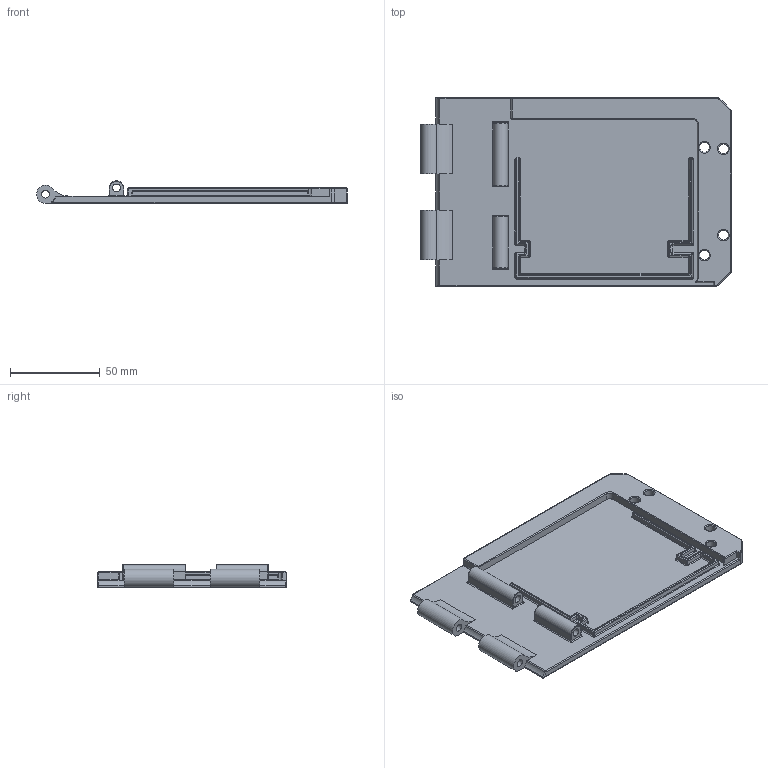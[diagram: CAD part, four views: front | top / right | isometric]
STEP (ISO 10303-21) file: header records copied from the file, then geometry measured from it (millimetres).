
FILE_DESCRIPTION(/* description */ ('STEP AP242','CAx-IF Rec.Pracs.---Representation and Presentation of Product Manufacturing Information (PMI)---4.0---2014-10-13','CAx-IF Rec.Pracs.---3D Tessellated Geometry---0.4---2014-09-14','2;1'),/* implementation_level */ '2;1');
FILE_NAME(/* name */ 'ASM, MAIN, JETSON TRAVEL CASE - BASE, JETSON ENCLOSURE',/* time_stamp */ '2025-01-13T23:02:00Z',/* author */ (''),/* organization */ (''),/* preprocessor_version */ 'ST-DEVELOPER v20',/* originating_system */ 'ONSHAPE BY PTC INC, 1.192',/* authorisation */ ' ');
FILE_SCHEMA (('AP242_MANAGED_MODEL_BASED_3D_ENGINEERING_MIM_LF { 1 0 10303 442 1 1 4 }'));
Length unit declared in the file: metre
Products named in the file (1): BASE, JETSON ENCLOSURE
Bounding box: 172.98 x 105 x 12.5 mm (x, y, z)
Volume: 90382.5 mm3; surface area: 43949.5 mm2
Topology: 1 solids, 1 shells, 273 faces, 643 edges, 346 vertices
Faces by surface type: cylinder 114, torus 56, plane 50, cone 24, bspline 23, sphere 6
Full cylindrical faces by diameter (mm): 4.2 x2, 4.4 x2, 5.5 x4
Entity records: 13530 total; most frequent: CARTESIAN_POINT 7454, DIRECTION 1349, ORIENTED_EDGE 1202, EDGE_CURVE 601, AXIS2_PLACEMENT_3D 542, VERTEX_POINT 345, EDGE_LOOP 304, FACE_BOUND 304
